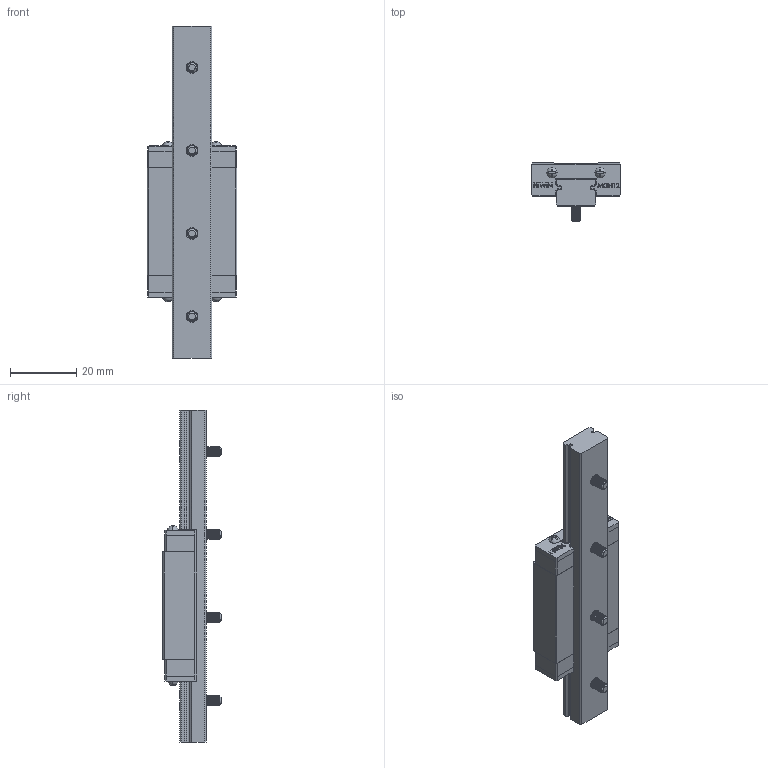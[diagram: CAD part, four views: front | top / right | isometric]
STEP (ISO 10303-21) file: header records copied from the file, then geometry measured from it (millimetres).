
FILE_DESCRIPTION (( 'STEP AP214' ), '1' );
FILE_NAME ('MGN12H_With_Rail.STEP', '2024-07-06T06:06:15', ( '' ), ( '' ), 'SwSTEP 2.0', 'SolidWorks 2023', '' );
FILE_SCHEMA (( 'AUTOMOTIVE_DESIGN' ));
Length unit declared in the file: millimetre
Products named in the file (10): MGN12R_CoverCap; Screw_DIN_912_M3x8F_A2; MGNR12R100HM; MGN12H_EndCap; MGN12H_Cage; MGN12H; MGN12H_Seal; MGN12H_Ball; MGN12H_With_Rail; MGN12H_Body
Assembly tree (51 placements, depth 3):
  MGN12H_With_Rail
    MGNR12R100HM
    MGN12H
      MGN12H_Body
      MGN12H_EndCap  x2
      MGN12H_Seal  x2
      MGN12H_Cage  x2
      MGN12H_Ball  x34
    Screw_DIN_912_M3x8F_A2  x4
    MGN12R_CoverCap  x4
Bounding box: 27 x 17.5 x 100 mm (x, y, z)
Volume: 18165.4 mm3; surface area: 13305.7 mm2
Topology: 50 solids, 50 shells, 926 faces, 2508 edges, 1662 vertices
Faces by surface type: plane 420, cylinder 308, sphere 68, bspline 58, torus 40, cone 32
Entity records: 27577 total; most frequent: CARTESIAN_POINT 15548, ORIENTED_EDGE 2558, DIRECTION 2226, EDGE_CURVE 1279, VERTEX_POINT 843, AXIS2_PLACEMENT_3D 746, VECTOR 734, LINE 734
